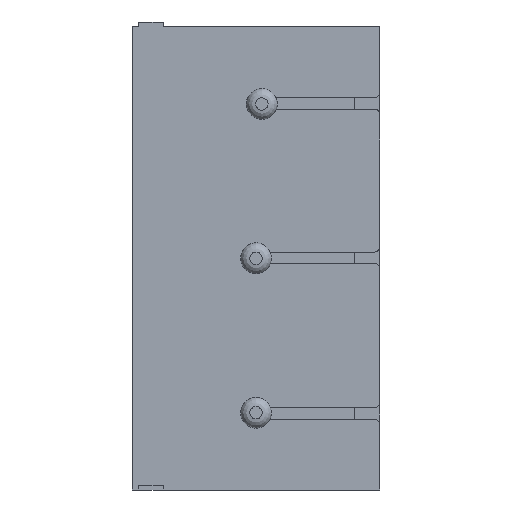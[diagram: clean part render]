
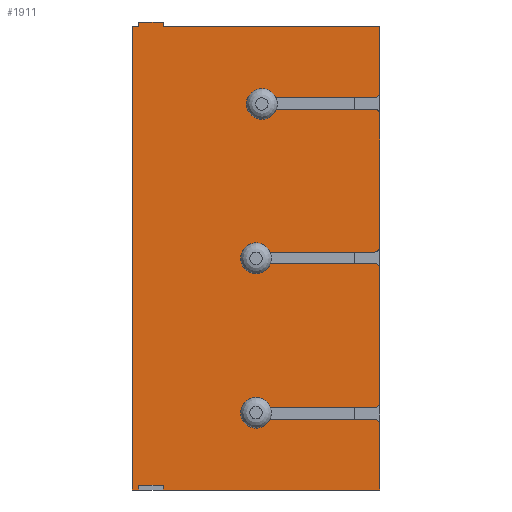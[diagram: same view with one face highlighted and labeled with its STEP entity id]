
A CAD part, front view. The second image highlights one B-rep face of the part: STEP entity #1911.
In plain terms, the highlighted planar face has unit normal (0, -1, 0).
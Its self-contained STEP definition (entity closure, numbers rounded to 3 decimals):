
#36=ELLIPSE('',#2052,0.15,0.15);
#38=ELLIPSE('',#2058,0.15,0.15);
#80=PLANE('',#2054);
#169=FACE_OUTER_BOUND('',#284,.T.);
#284=EDGE_LOOP('',(#1362,#1363,#1364,#1365,#1366,#1367,#1368,#1369,#1370,
#1371,#1372,#1373,#1374,#1375,#1376,#1377,#1378,#1379,#1380,#1381,#1382,
#1383,#1384,#1385,#1386,#1387,#1388,#1389,#1390,#1391));
#410=LINE('',#2841,#605);
#411=LINE('',#2843,#606);
#412=LINE('',#2845,#607);
#413=LINE('',#2849,#608);
#414=LINE('',#2851,#609);
#415=LINE('',#2853,#610);
#416=LINE('',#2855,#611);
#417=LINE('',#2857,#612);
#418=LINE('',#2859,#613);
#419=LINE('',#2861,#614);
#420=LINE('',#2863,#615);
#421=LINE('',#2865,#616);
#422=LINE('',#2867,#617);
#423=LINE('',#2869,#618);
#424=LINE('',#2871,#619);
#425=LINE('',#2873,#620);
#426=LINE('',#2877,#621);
#427=LINE('',#2879,#622);
#428=LINE('',#2881,#623);
#429=LINE('',#2885,#624);
#430=LINE('',#2889,#625);
#431=LINE('',#2891,#626);
#432=LINE('',#2893,#627);
#433=LINE('',#2896,#628);
#605=VECTOR('',#2276,10.);
#606=VECTOR('',#2277,10.);
#607=VECTOR('',#2278,10.);
#608=VECTOR('',#2281,10.);
#609=VECTOR('',#2282,10.);
#610=VECTOR('',#2283,10.);
#611=VECTOR('',#2284,10.);
#612=VECTOR('',#2285,10.);
#613=VECTOR('',#2286,10.);
#614=VECTOR('',#2287,10.);
#615=VECTOR('',#2288,10.);
#616=VECTOR('',#2289,10.);
#617=VECTOR('',#2290,10.);
#618=VECTOR('',#2291,10.);
#619=VECTOR('',#2292,10.);
#620=VECTOR('',#2293,10.);
#621=VECTOR('',#2296,10.);
#622=VECTOR('',#2297,10.);
#623=VECTOR('',#2298,10.);
#624=VECTOR('',#2301,10.);
#625=VECTOR('',#2304,10.);
#626=VECTOR('',#2305,10.);
#627=VECTOR('',#2306,10.);
#628=VECTOR('',#2309,10.);
#788=CIRCLE('',#2055,0.15);
#789=CIRCLE('',#2056,0.15);
#790=CIRCLE('',#2057,0.15);
#791=CIRCLE('',#2059,0.15);
#865=VERTEX_POINT('',#2831);
#866=VERTEX_POINT('',#2832);
#869=VERTEX_POINT('',#2840);
#870=VERTEX_POINT('',#2842);
#871=VERTEX_POINT('',#2844);
#872=VERTEX_POINT('',#2846);
#873=VERTEX_POINT('',#2848);
#874=VERTEX_POINT('',#2850);
#875=VERTEX_POINT('',#2852);
#876=VERTEX_POINT('',#2854);
#877=VERTEX_POINT('',#2856);
#878=VERTEX_POINT('',#2858);
#879=VERTEX_POINT('',#2860);
#880=VERTEX_POINT('',#2862);
#881=VERTEX_POINT('',#2864);
#882=VERTEX_POINT('',#2866);
#883=VERTEX_POINT('',#2868);
#884=VERTEX_POINT('',#2870);
#885=VERTEX_POINT('',#2872);
#886=VERTEX_POINT('',#2874);
#887=VERTEX_POINT('',#2876);
#888=VERTEX_POINT('',#2878);
#889=VERTEX_POINT('',#2880);
#890=VERTEX_POINT('',#2882);
#891=VERTEX_POINT('',#2884);
#892=VERTEX_POINT('',#2886);
#893=VERTEX_POINT('',#2888);
#894=VERTEX_POINT('',#2890);
#895=VERTEX_POINT('',#2892);
#896=VERTEX_POINT('',#2894);
#1061=EDGE_CURVE('',#865,#866,#36,.T.);
#1065=EDGE_CURVE('',#865,#869,#410,.T.);
#1066=EDGE_CURVE('',#869,#870,#411,.T.);
#1067=EDGE_CURVE('',#870,#871,#412,.T.);
#1068=EDGE_CURVE('',#872,#871,#788,.T.);
#1069=EDGE_CURVE('',#872,#873,#413,.T.);
#1070=EDGE_CURVE('',#874,#873,#414,.T.);
#1071=EDGE_CURVE('',#875,#874,#415,.T.);
#1072=EDGE_CURVE('',#876,#875,#416,.T.);
#1073=EDGE_CURVE('',#876,#877,#417,.T.);
#1074=EDGE_CURVE('',#878,#877,#418,.T.);
#1075=EDGE_CURVE('',#879,#878,#419,.T.);
#1076=EDGE_CURVE('',#879,#880,#420,.T.);
#1077=EDGE_CURVE('',#880,#881,#421,.T.);
#1078=EDGE_CURVE('',#881,#882,#422,.T.);
#1079=EDGE_CURVE('',#882,#883,#423,.T.);
#1080=EDGE_CURVE('',#883,#884,#424,.T.);
#1081=EDGE_CURVE('',#884,#885,#425,.T.);
#1082=EDGE_CURVE('',#886,#885,#789,.T.);
#1083=EDGE_CURVE('',#886,#887,#426,.T.);
#1084=EDGE_CURVE('',#887,#888,#427,.T.);
#1085=EDGE_CURVE('',#888,#889,#428,.T.);
#1086=EDGE_CURVE('',#890,#889,#790,.T.);
#1087=EDGE_CURVE('',#890,#891,#429,.T.);
#1088=EDGE_CURVE('',#892,#891,#38,.T.);
#1089=EDGE_CURVE('',#892,#893,#430,.T.);
#1090=EDGE_CURVE('',#893,#894,#431,.T.);
#1091=EDGE_CURVE('',#894,#895,#432,.T.);
#1092=EDGE_CURVE('',#896,#895,#791,.T.);
#1093=EDGE_CURVE('',#896,#866,#433,.T.);
#1362=ORIENTED_EDGE('',*,*,#1061,.F.);
#1363=ORIENTED_EDGE('',*,*,#1065,.T.);
#1364=ORIENTED_EDGE('',*,*,#1066,.T.);
#1365=ORIENTED_EDGE('',*,*,#1067,.T.);
#1366=ORIENTED_EDGE('',*,*,#1068,.F.);
#1367=ORIENTED_EDGE('',*,*,#1069,.T.);
#1368=ORIENTED_EDGE('',*,*,#1070,.F.);
#1369=ORIENTED_EDGE('',*,*,#1071,.F.);
#1370=ORIENTED_EDGE('',*,*,#1072,.F.);
#1371=ORIENTED_EDGE('',*,*,#1073,.T.);
#1372=ORIENTED_EDGE('',*,*,#1074,.F.);
#1373=ORIENTED_EDGE('',*,*,#1075,.F.);
#1374=ORIENTED_EDGE('',*,*,#1076,.T.);
#1375=ORIENTED_EDGE('',*,*,#1077,.T.);
#1376=ORIENTED_EDGE('',*,*,#1078,.T.);
#1377=ORIENTED_EDGE('',*,*,#1079,.T.);
#1378=ORIENTED_EDGE('',*,*,#1080,.T.);
#1379=ORIENTED_EDGE('',*,*,#1081,.T.);
#1380=ORIENTED_EDGE('',*,*,#1082,.F.);
#1381=ORIENTED_EDGE('',*,*,#1083,.T.);
#1382=ORIENTED_EDGE('',*,*,#1084,.T.);
#1383=ORIENTED_EDGE('',*,*,#1085,.T.);
#1384=ORIENTED_EDGE('',*,*,#1086,.F.);
#1385=ORIENTED_EDGE('',*,*,#1087,.T.);
#1386=ORIENTED_EDGE('',*,*,#1088,.F.);
#1387=ORIENTED_EDGE('',*,*,#1089,.T.);
#1388=ORIENTED_EDGE('',*,*,#1090,.T.);
#1389=ORIENTED_EDGE('',*,*,#1091,.T.);
#1390=ORIENTED_EDGE('',*,*,#1092,.F.);
#1391=ORIENTED_EDGE('',*,*,#1093,.T.);
#1911=ADVANCED_FACE('',(#169),#80,.T.);
#2052=AXIS2_PLACEMENT_3D('',#2833,#2268,#2269);
#2054=AXIS2_PLACEMENT_3D('',#2839,#2274,#2275);
#2055=AXIS2_PLACEMENT_3D('',#2847,#2279,#2280);
#2056=AXIS2_PLACEMENT_3D('',#2875,#2294,#2295);
#2057=AXIS2_PLACEMENT_3D('',#2883,#2299,#2300);
#2058=AXIS2_PLACEMENT_3D('',#2887,#2302,#2303);
#2059=AXIS2_PLACEMENT_3D('',#2895,#2307,#2308);
#2268=DIRECTION('center_axis',(0.,1.,0.));
#2269=DIRECTION('ref_axis',(0.,0.,1.));
#2274=DIRECTION('center_axis',(0.,-1.,0.));
#2275=DIRECTION('ref_axis',(1.,0.,0.));
#2276=DIRECTION('',(-1.,0.,0.));
#2277=DIRECTION('',(0.,0.,1.));
#2278=DIRECTION('',(1.,0.,0.));
#2279=DIRECTION('center_axis',(0.,1.,0.));
#2280=DIRECTION('ref_axis',(0.707,0.,-0.707));
#2281=DIRECTION('',(0.,0.,1.));
#2282=DIRECTION('',(1.,0.,0.));
#2283=DIRECTION('',(0.,0.,-1.));
#2284=DIRECTION('',(1.,0.,0.));
#2285=DIRECTION('',(0.,0.,-1.));
#2286=DIRECTION('',(1.,0.,0.));
#2287=DIRECTION('',(0.,0.,1.));
#2288=DIRECTION('',(1.,0.,0.));
#2289=DIRECTION('',(0.,0.,1.));
#2290=DIRECTION('',(1.,0.,0.));
#2291=DIRECTION('',(0.,0.,-1.));
#2292=DIRECTION('',(1.,0.,0.));
#2293=DIRECTION('',(0.,0.,1.));
#2294=DIRECTION('center_axis',(0.,1.,0.));
#2295=DIRECTION('ref_axis',(0.707,0.,0.707));
#2296=DIRECTION('',(-1.,0.,0.));
#2297=DIRECTION('',(0.,0.,1.));
#2298=DIRECTION('',(1.,0.,0.));
#2299=DIRECTION('center_axis',(0.,1.,0.));
#2300=DIRECTION('ref_axis',(0.707,0.,-0.707));
#2301=DIRECTION('',(0.,0.,1.));
#2302=DIRECTION('center_axis',(0.,1.,0.));
#2303=DIRECTION('ref_axis',(0.,0.,1.));
#2304=DIRECTION('',(-1.,0.,0.));
#2305=DIRECTION('',(0.,0.,1.));
#2306=DIRECTION('',(1.,0.,0.));
#2307=DIRECTION('center_axis',(0.,1.,0.));
#2308=DIRECTION('ref_axis',(0.707,0.,-0.707));
#2309=DIRECTION('',(0.,0.,1.));
#2831=CARTESIAN_POINT('',(3.85,0.,12.325));
#2832=CARTESIAN_POINT('',(4.,0.,12.175));
#2833=CARTESIAN_POINT('Origin',(3.85,0.,12.175));
#2839=CARTESIAN_POINT('Origin',(-4.,0.,0.));
#2840=CARTESIAN_POINT('',(0.,0.,12.325));
#2841=CARTESIAN_POINT('',(0.,0.,12.325));
#2842=CARTESIAN_POINT('',(0.,0.,12.704));
#2843=CARTESIAN_POINT('',(0.,0.,6.252));
#2844=CARTESIAN_POINT('',(3.85,0.,12.704));
#2845=CARTESIAN_POINT('',(0.,0.,12.704));
#2846=CARTESIAN_POINT('',(4.,0.,12.854));
#2847=CARTESIAN_POINT('Origin',(3.85,0.,12.854));
#2848=CARTESIAN_POINT('',(4.,0.,15.));
#2849=CARTESIAN_POINT('',(4.,0.,0.));
#2850=CARTESIAN_POINT('',(-3.,0.,15.));
#2851=CARTESIAN_POINT('',(-4.,0.,15.));
#2852=CARTESIAN_POINT('',(-3.,0.,15.15));
#2853=CARTESIAN_POINT('',(-3.,0.,15.075));
#2854=CARTESIAN_POINT('',(-3.8,0.,15.15));
#2855=CARTESIAN_POINT('',(-3.4,0.,15.15));
#2856=CARTESIAN_POINT('',(-3.8,0.,15.));
#2857=CARTESIAN_POINT('',(-3.8,0.,15.075));
#2858=CARTESIAN_POINT('',(-4.,0.,15.));
#2859=CARTESIAN_POINT('',(-4.,0.,15.));
#2860=CARTESIAN_POINT('',(-4.,0.,0.));
#2861=CARTESIAN_POINT('',(-4.,0.,0.));
#2862=CARTESIAN_POINT('',(-3.8,0.,0.));
#2863=CARTESIAN_POINT('',(-4.,0.,0.));
#2864=CARTESIAN_POINT('',(-3.8,0.,0.15));
#2865=CARTESIAN_POINT('',(-3.8,0.,0.038));
#2866=CARTESIAN_POINT('',(-3.,0.,0.15));
#2867=CARTESIAN_POINT('',(-3.7,0.,0.15));
#2868=CARTESIAN_POINT('',(-3.,0.,0.));
#2869=CARTESIAN_POINT('',(-3.,0.,0.038));
#2870=CARTESIAN_POINT('',(4.,0.,0.));
#2871=CARTESIAN_POINT('',(-4.,0.,0.));
#2872=CARTESIAN_POINT('',(4.,0.,2.127));
#2873=CARTESIAN_POINT('',(4.,0.,0.));
#2874=CARTESIAN_POINT('',(3.85,0.,2.277));
#2875=CARTESIAN_POINT('Origin',(3.85,0.,2.127));
#2876=CARTESIAN_POINT('',(0.,0.,2.277));
#2877=CARTESIAN_POINT('',(0.,0.,2.277));
#2878=CARTESIAN_POINT('',(0.,0.,2.677));
#2879=CARTESIAN_POINT('',(0.,0.,1.238));
#2880=CARTESIAN_POINT('',(3.85,0.,2.677));
#2881=CARTESIAN_POINT('',(0.,0.,2.677));
#2882=CARTESIAN_POINT('',(4.,0.,2.827));
#2883=CARTESIAN_POINT('Origin',(3.85,0.,2.827));
#2884=CARTESIAN_POINT('',(4.,0.,7.175));
#2885=CARTESIAN_POINT('',(4.,0.,0.));
#2886=CARTESIAN_POINT('',(3.85,0.,7.325));
#2887=CARTESIAN_POINT('Origin',(3.85,0.,7.175));
#2888=CARTESIAN_POINT('',(0.,0.,7.325));
#2889=CARTESIAN_POINT('',(0.,0.,7.325));
#2890=CARTESIAN_POINT('',(0.,0.,7.704));
#2891=CARTESIAN_POINT('',(0.,0.,3.752));
#2892=CARTESIAN_POINT('',(3.85,0.,7.704));
#2893=CARTESIAN_POINT('',(0.,0.,7.704));
#2894=CARTESIAN_POINT('',(4.,0.,7.854));
#2895=CARTESIAN_POINT('Origin',(3.85,0.,7.854));
#2896=CARTESIAN_POINT('',(4.,0.,0.));
